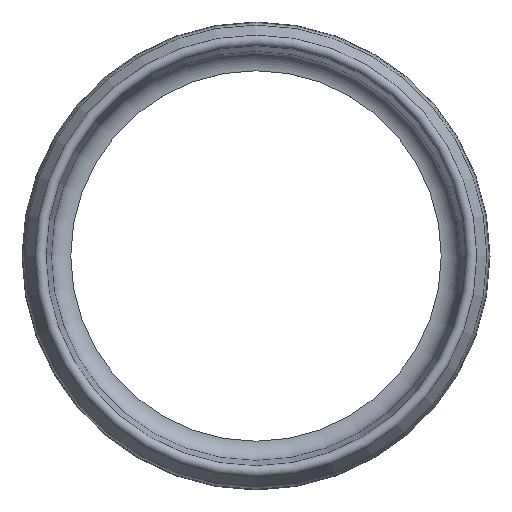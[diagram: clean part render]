
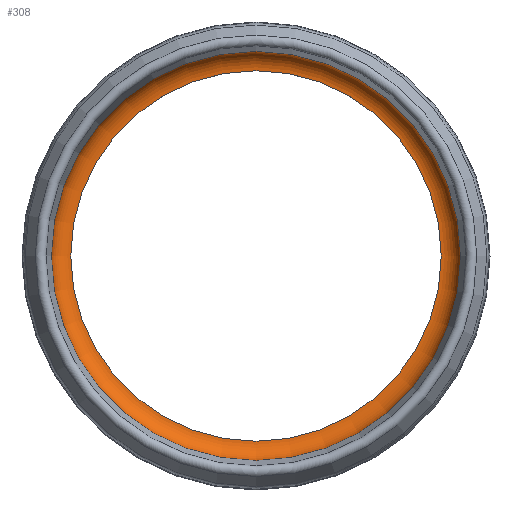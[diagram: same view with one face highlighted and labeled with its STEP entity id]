
A CAD part, top view. The second image highlights one B-rep face of the part: STEP entity #308.
In plain terms, the highlighted toroidal (fillet/blend) face has major radius 475 mm and minor radius 50 mm.
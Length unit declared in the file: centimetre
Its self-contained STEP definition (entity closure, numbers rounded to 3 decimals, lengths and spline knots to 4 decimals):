
#31=TOROIDAL_SURFACE('',#334,47.5,5.);
#37=FACE_OUTER_BOUND('',#58,.T.);
#58=EDGE_LOOP('',(#217,#218,#219,#220,#221,#222));
#107=CIRCLE('',#332,47.5);
#108=CIRCLE('',#333,47.5);
#109=CIRCLE('',#335,5.);
#110=CIRCLE('',#336,52.5);
#111=CIRCLE('',#337,52.5);
#140=VERTEX_POINT('',#510);
#141=VERTEX_POINT('',#512);
#142=VERTEX_POINT('',#516);
#143=VERTEX_POINT('',#518);
#169=EDGE_CURVE('',#141,#140,#107,.T.);
#170=EDGE_CURVE('',#140,#141,#108,.T.);
#171=EDGE_CURVE('',#141,#142,#109,.T.);
#172=EDGE_CURVE('',#143,#142,#110,.T.);
#173=EDGE_CURVE('',#142,#143,#111,.T.);
#217=ORIENTED_EDGE('',*,*,#169,.T.);
#218=ORIENTED_EDGE('',*,*,#170,.T.);
#219=ORIENTED_EDGE('',*,*,#171,.T.);
#220=ORIENTED_EDGE('',*,*,#172,.F.);
#221=ORIENTED_EDGE('',*,*,#173,.F.);
#222=ORIENTED_EDGE('',*,*,#171,.F.);
#308=ADVANCED_FACE('',(#37),#31,.F.);
#332=AXIS2_PLACEMENT_3D('',#513,#391,#392);
#333=AXIS2_PLACEMENT_3D('',#514,#393,#394);
#334=AXIS2_PLACEMENT_3D('',#515,#395,#396);
#335=AXIS2_PLACEMENT_3D('',#517,#397,#398);
#336=AXIS2_PLACEMENT_3D('',#519,#399,#400);
#337=AXIS2_PLACEMENT_3D('',#520,#401,#402);
#391=DIRECTION('center_axis',(0.,0.,-1.));
#392=DIRECTION('ref_axis',(1.,0.,0.));
#393=DIRECTION('center_axis',(0.,0.,-1.));
#394=DIRECTION('ref_axis',(1.,0.,0.));
#395=DIRECTION('center_axis',(0.,0.,-1.));
#396=DIRECTION('ref_axis',(0.,1.,0.));
#397=DIRECTION('center_axis',(-1.,0.,0.));
#398=DIRECTION('ref_axis',(0.,-1.,0.));
#399=DIRECTION('center_axis',(0.,0.,-1.));
#400=DIRECTION('ref_axis',(1.,0.,0.));
#401=DIRECTION('center_axis',(0.,0.,-1.));
#402=DIRECTION('ref_axis',(1.,0.,0.));
#510=CARTESIAN_POINT('',(47.5,0.,1.5));
#512=CARTESIAN_POINT('',(0.,-47.5,1.5));
#513=CARTESIAN_POINT('Origin',(0.,0.,1.5));
#514=CARTESIAN_POINT('Origin',(0.,0.,1.5));
#515=CARTESIAN_POINT('Origin',(0.,0.,6.5));
#516=CARTESIAN_POINT('',(0.,-52.5,6.5));
#517=CARTESIAN_POINT('Origin',(0.,-47.5,6.5));
#518=CARTESIAN_POINT('',(52.5,0.,6.5));
#519=CARTESIAN_POINT('Origin',(0.,0.,6.5));
#520=CARTESIAN_POINT('Origin',(0.,0.,6.5));
